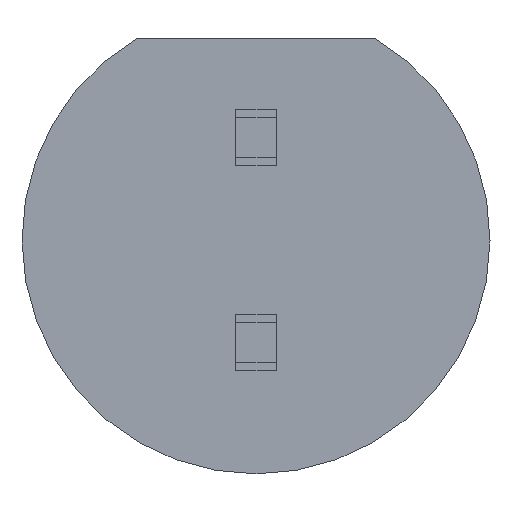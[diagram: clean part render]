
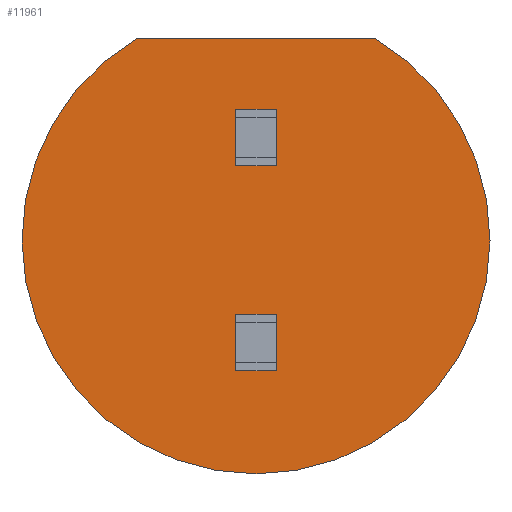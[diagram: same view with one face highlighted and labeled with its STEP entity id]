
A CAD part, front view. The second image highlights one B-rep face of the part: STEP entity #11961.
In plain terms, the highlighted planar face has unit normal (0, -1, 0).
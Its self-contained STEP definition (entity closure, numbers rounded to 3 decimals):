
#4001 = DIRECTION ( 'NONE',  ( 0., 0., 1. ) ) ;
#4002 = VECTOR ( 'NONE', #4001, 1000. ) ;
#4003 = CARTESIAN_POINT ( 'NONE',  ( 0.25, -1., -21.275 ) ) ;
#4005 = LINE ( 'NONE', #4003, #4002 ) ;
#4210 = CARTESIAN_POINT ( 'NONE',  ( 0.25, -1., -1.02 ) ) ;
#4305 = CARTESIAN_POINT ( 'NONE',  ( 0.25, -1., -1.52 ) ) ;
#5462 = FACE_OUTER_BOUND ( 'NONE', #12033, .T. ) ;
#5463 = FACE_BOUND ( 'NONE', #12018, .T. ) ;
#5465 = FACE_BOUND ( 'NONE', #12010, .T. ) ;
#5489 = DIRECTION ( 'NONE',  ( 1., 0., 0. ) ) ;
#5490 = DIRECTION ( 'NONE',  ( 0., -1., 0. ) ) ;
#5491 = CARTESIAN_POINT ( 'NONE',  ( 0., -1., 0. ) ) ;
#5492 = AXIS2_PLACEMENT_3D ( 'NONE', #5491, #5490, #5489 ) ;
#5494 = PLANE ( 'NONE',  #5492 ) ;
#5584 = CARTESIAN_POINT ( 'NONE',  ( -0.25, -1., 1.52 ) ) ;
#5585 = DIRECTION ( 'NONE',  ( 0., 0., 1. ) ) ;
#5586 = VECTOR ( 'NONE', #5585, 1000. ) ;
#5587 = CARTESIAN_POINT ( 'NONE',  ( -0.25, -1., -21.275 ) ) ;
#5588 = LINE ( 'NONE', #5587, #5586 ) ;
#5589 = DIRECTION ( 'NONE',  ( -1., 0., 0. ) ) ;
#5590 = VECTOR ( 'NONE', #5589, 1000. ) ;
#5591 = CARTESIAN_POINT ( 'NONE',  ( 0.25, -1., -1.52 ) ) ;
#5592 = LINE ( 'NONE', #5591, #5590 ) ;
#5593 = CARTESIAN_POINT ( 'NONE',  ( -0.25, -1., 1.02 ) ) ;
#5594 = DIRECTION ( 'NONE',  ( -1., 0., 0. ) ) ;
#5595 = VECTOR ( 'NONE', #5594, 1000. ) ;
#5596 = CARTESIAN_POINT ( 'NONE',  ( 0.25, -1., 1.02 ) ) ;
#5597 = LINE ( 'NONE', #5596, #5595 ) ;
#5603 = CARTESIAN_POINT ( 'NONE',  ( -0.25, -1., -1.02 ) ) ;
#5604 = CARTESIAN_POINT ( 'NONE',  ( 0.25, -1., 1.52 ) ) ;
#5605 = DIRECTION ( 'NONE',  ( 0., 0., 1. ) ) ;
#5606 = VECTOR ( 'NONE', #5605, 1000. ) ;
#5607 = CARTESIAN_POINT ( 'NONE',  ( 0.25, -1., -21.275 ) ) ;
#5608 = LINE ( 'NONE', #5607, #5606 ) ;
#5609 = DIRECTION ( 'NONE',  ( 0., 0., 1. ) ) ;
#5610 = VECTOR ( 'NONE', #5609, 1000. ) ;
#5611 = CARTESIAN_POINT ( 'NONE',  ( -0.25, -1., -21.275 ) ) ;
#5612 = LINE ( 'NONE', #5611, #5610 ) ;
#5613 = CARTESIAN_POINT ( 'NONE',  ( -0.25, -1., -1.52 ) ) ;
#5619 = DIRECTION ( 'NONE',  ( 1., 0., 0. ) ) ;
#5620 = DIRECTION ( 'NONE',  ( 0., -1., 0. ) ) ;
#5621 = CARTESIAN_POINT ( 'NONE',  ( 0., -1., 0. ) ) ;
#5622 = AXIS2_PLACEMENT_3D ( 'NONE', #5621, #5620, #5619 ) ;
#5623 = CIRCLE ( 'NONE', #5622, 2.9 ) ;
#5624 = CARTESIAN_POINT ( 'NONE',  ( 1.47, -1., 2.5 ) ) ;
#5625 = CARTESIAN_POINT ( 'NONE',  ( 0.25, -1., 1.02 ) ) ;
#5631 = DIRECTION ( 'NONE',  ( -1., 0., 0. ) ) ;
#5632 = VECTOR ( 'NONE', #5631, 1000. ) ;
#5633 = CARTESIAN_POINT ( 'NONE',  ( 0.25, -1., -1.02 ) ) ;
#5634 = LINE ( 'NONE', #5633, #5632 ) ;
#5635 = DIRECTION ( 'NONE',  ( 1., 0., 0. ) ) ;
#5636 = VECTOR ( 'NONE', #5635, 1000. ) ;
#5637 = CARTESIAN_POINT ( 'NONE',  ( -1.47, -1., 2.5 ) ) ;
#5638 = LINE ( 'NONE', #5637, #5636 ) ;
#5639 = DIRECTION ( 'NONE',  ( -1., 0., 0. ) ) ;
#5640 = VECTOR ( 'NONE', #5639, 1000. ) ;
#5641 = CARTESIAN_POINT ( 'NONE',  ( 0.25, -1., 1.52 ) ) ;
#5642 = LINE ( 'NONE', #5641, #5640 ) ;
#9229 = EDGE_CURVE ( 'NONE', #9230, #9234, #13491, .T. ) ;
#9230 = VERTEX_POINT ( 'NONE', #13486 ) ;
#9234 = VERTEX_POINT ( 'NONE', #13481 ) ;
#11497 = EDGE_CURVE ( 'NONE', #11587, #11576, #4005, .T. ) ;
#11576 = VERTEX_POINT ( 'NONE', #4210 ) ;
#11587 = VERTEX_POINT ( 'NONE', #4305 ) ;
#11961 = ADVANCED_FACE ( 'NONE', ( #5465, #5463, #5462 ), #5494, .T. ) ;
#11962 = ORIENTED_EDGE ( 'NONE', *, *, #12027, .T. ) ;
#12010 = EDGE_LOOP ( 'NONE', ( #11962, #12012, #12014, #12038 ) ) ;
#12011 = VERTEX_POINT ( 'NONE', #5613 ) ;
#12012 = ORIENTED_EDGE ( 'NONE', *, *, #12013, .T. ) ;
#12013 = EDGE_CURVE ( 'NONE', #12011, #12020, #5612, .T. ) ;
#12014 = ORIENTED_EDGE ( 'NONE', *, *, #12037, .F. ) ;
#12015 = ORIENTED_EDGE ( 'NONE', *, *, #12016, .F. ) ;
#12016 = EDGE_CURVE ( 'NONE', #12042, #12017, #5608, .T. ) ;
#12017 = VERTEX_POINT ( 'NONE', #5604 ) ;
#12018 = EDGE_LOOP ( 'NONE', ( #12015, #12023, #12040, #12031 ) ) ;
#12020 = VERTEX_POINT ( 'NONE', #5603 ) ;
#12023 = ORIENTED_EDGE ( 'NONE', *, *, #12024, .T. ) ;
#12024 = EDGE_CURVE ( 'NONE', #12042, #12025, #5597, .T. ) ;
#12025 = VERTEX_POINT ( 'NONE', #5593 ) ;
#12027 = EDGE_CURVE ( 'NONE', #11587, #12011, #5592, .T. ) ;
#12029 = EDGE_CURVE ( 'NONE', #12025, #12030, #5588, .T. ) ;
#12030 = VERTEX_POINT ( 'NONE', #5584 ) ;
#12031 = ORIENTED_EDGE ( 'NONE', *, *, #12032, .F. ) ;
#12032 = EDGE_CURVE ( 'NONE', #12017, #12030, #5642, .T. ) ;
#12033 = EDGE_LOOP ( 'NONE', ( #12034, #12044, #12045 ) ) ;
#12034 = ORIENTED_EDGE ( 'NONE', *, *, #12035, .F. ) ;
#12035 = EDGE_CURVE ( 'NONE', #9230, #12043, #5638, .T. ) ;
#12037 = EDGE_CURVE ( 'NONE', #11576, #12020, #5634, .T. ) ;
#12038 = ORIENTED_EDGE ( 'NONE', *, *, #11497, .F. ) ;
#12040 = ORIENTED_EDGE ( 'NONE', *, *, #12029, .T. ) ;
#12042 = VERTEX_POINT ( 'NONE', #5625 ) ;
#12043 = VERTEX_POINT ( 'NONE', #5624 ) ;
#12044 = ORIENTED_EDGE ( 'NONE', *, *, #9229, .T. ) ;
#12045 = ORIENTED_EDGE ( 'NONE', *, *, #12046, .T. ) ;
#12046 = EDGE_CURVE ( 'NONE', #9234, #12043, #5623, .T. ) ;
#13481 = CARTESIAN_POINT ( 'NONE',  ( 0., -1., -2.9 ) ) ;
#13486 = CARTESIAN_POINT ( 'NONE',  ( -1.47, -1., 2.5 ) ) ;
#13487 = DIRECTION ( 'NONE',  ( 1., 0., 0. ) ) ;
#13488 = DIRECTION ( 'NONE',  ( 0., -1., 0. ) ) ;
#13489 = CARTESIAN_POINT ( 'NONE',  ( 0., -1., 0. ) ) ;
#13490 = AXIS2_PLACEMENT_3D ( 'NONE', #13489, #13488, #13487 ) ;
#13491 = CIRCLE ( 'NONE', #13490, 2.9 ) ;
